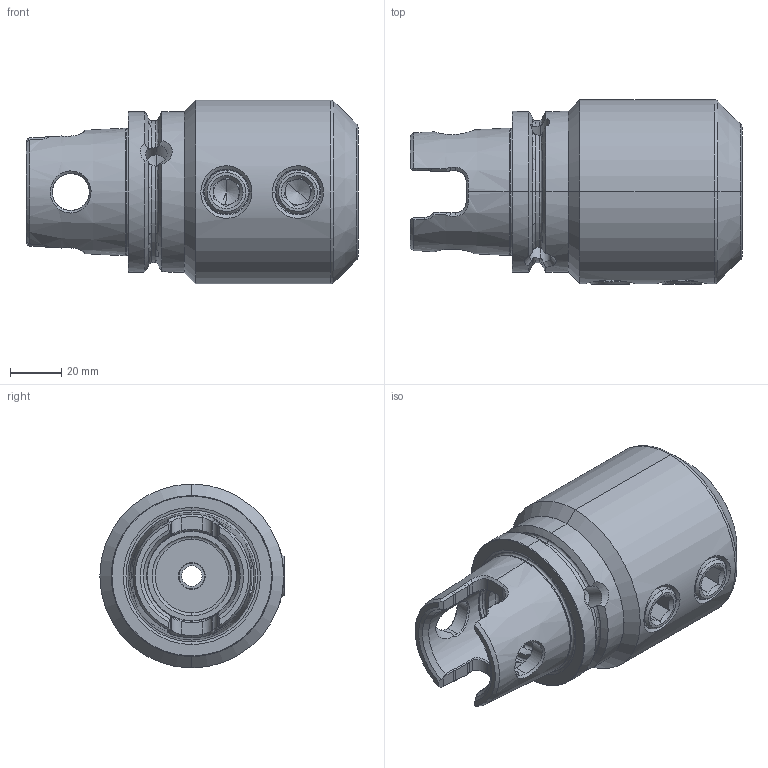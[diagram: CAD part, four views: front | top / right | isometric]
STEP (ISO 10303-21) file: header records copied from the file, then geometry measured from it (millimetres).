
FILE_DESCRIPTION (( 'STEP AP203' ), '1' );
FILE_NAME ('KY6.W32.K01.090.STEP', '2018-02-16T09:56:09', ( 'SWIAdmin' ), ( 'Hewlett-Packard Company' ), 'SwSTEP 2.0', 'SolidWorks 2017', '' );
FILE_SCHEMA (( 'CONFIG_CONTROL_DESIGN' ));
Length unit declared in the file: millimetre
Products named in the file (3): KY6-W32.K01.090_B; W32-ER1.001.020_PreviewCfg; KY6.W32.K01.090
Assembly tree (3 placements, depth 2):
  KY6.W32.K01.090
    KY6-W32.K01.090_B
    W32-ER1.001.020_PreviewCfg  x2
Bounding box: 129.95 x 72.13 x 72 mm (x, y, z)
Volume: 299820.4 mm3; surface area: 47857.1 mm2
Topology: 3 solids, 3 shells, 285 faces, 718 edges, 434 vertices
Faces by surface type: plane 74, cone 66, cylinder 60, bspline 54, torus 31
Entity records: 11624 total; most frequent: CARTESIAN_POINT 5723, ORIENTED_EDGE 1296, DIRECTION 955, EDGE_CURVE 648, VERTEX_POINT 400, AXIS2_PLACEMENT_3D 396, B_SPLINE_CURVE_WITH_KNOTS 300, EDGE_LOOP 276
